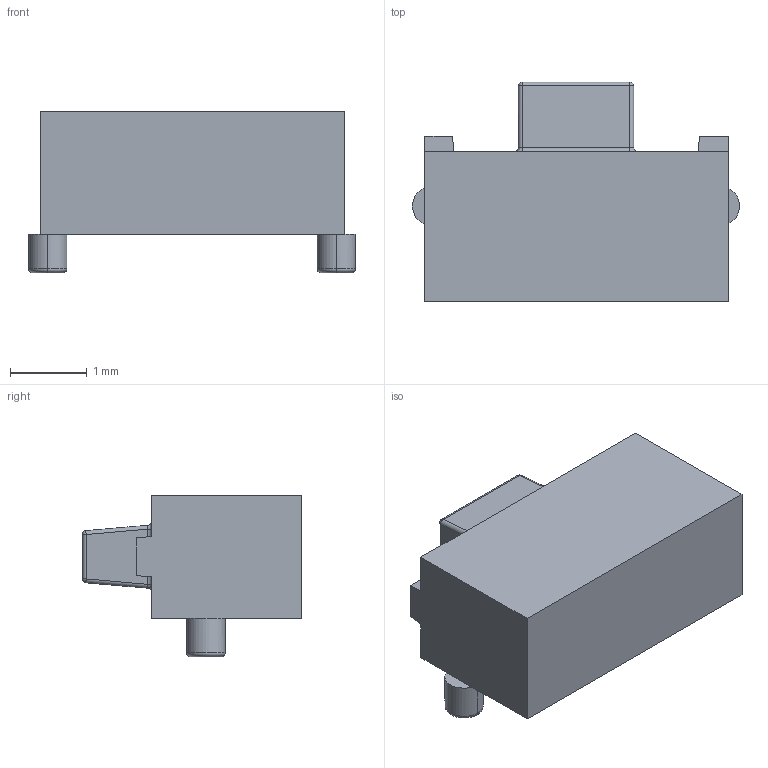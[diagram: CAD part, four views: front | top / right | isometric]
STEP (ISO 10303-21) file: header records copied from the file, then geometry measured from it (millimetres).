
FILE_DESCRIPTION((''),'2;1');
FILE_NAME('COMPOUND002','2025-06-18T11:03:14',('admin'),(''),'CREO PARAMETRIC BY PTC INC, 2021164','CREO PARAMETRIC BY PTC INC, 2021164','');
FILE_SCHEMA(('AP203_CONFIGURATION_CONTROLLED_3D_DESIGN_OF_MECHANICAL_PARTS_AND_ASSEMBLIES_MIM_LF { 1 0 10303 403 2 1 2 }'));
Length unit declared in the file: millimetre
Products named in the file (1): COMPOUND002
Bounding box: 4.25 x 2.85 x 2.1 mm (x, y, z)
Volume: 13.6 mm3; surface area: 40.2 mm2
Topology: 1 solids, 1 shells, 51 faces, 116 edges, 68 vertices
Faces by surface type: plane 23, cylinder 16, bspline 4, sphere 4, torus 4
Entity records: 2371 total; most frequent: CARTESIAN_POINT 467, DIRECTION 242, ORIENTED_EDGE 232, PRESENTATION_STYLE_ASSIGNMENT 167, STYLED_ITEM 117, CURVE_STYLE 116, EDGE_CURVE 116, AXIS2_PLACEMENT_3D 87
